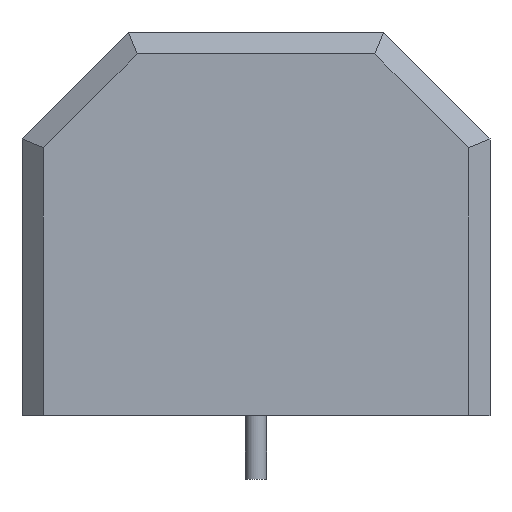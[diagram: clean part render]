
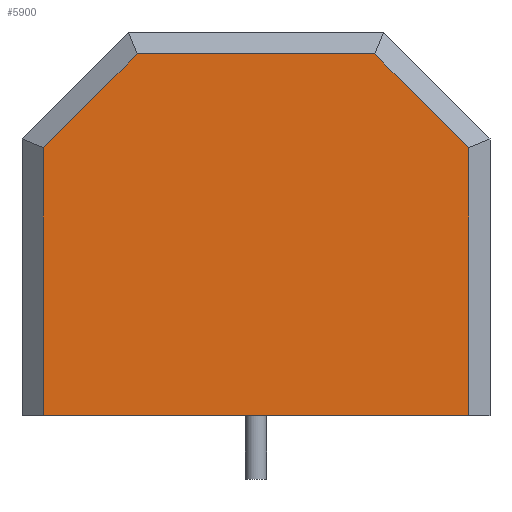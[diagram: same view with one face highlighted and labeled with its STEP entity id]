
A CAD part, front view. The second image highlights one B-rep face of the part: STEP entity #5900.
In plain terms, the highlighted planar face has unit normal (0, -1, 0).
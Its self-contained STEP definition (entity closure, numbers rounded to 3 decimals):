
#5900=ADVANCED_FACE('',(#10623),#10625,.T.);
#10623=FACE_BOUND('',#10624,.T.);
#10624=EDGE_LOOP('',(#14561,#14562,#14563,#14564,#14565,#14566));
#10625=PLANE('',#10626);
#10626=AXIS2_PLACEMENT_3D('',#10627,#10628,#10629);
#10627=CARTESIAN_POINT('',(0.,0.,0.));
#10628=DIRECTION('',(0.,-1.,0.));
#10629=DIRECTION('',(1.,0.,0.));
#14561=ORIENTED_EDGE('',*,*,#16537,.T.);
#14562=ORIENTED_EDGE('',*,*,#16538,.F.);
#14563=ORIENTED_EDGE('',*,*,#16519,.F.);
#14564=ORIENTED_EDGE('',*,*,#16535,.F.);
#14565=ORIENTED_EDGE('',*,*,#16539,.F.);
#14566=ORIENTED_EDGE('',*,*,#16540,.T.);
#16519=EDGE_CURVE('',#19741,#19742,#19743,.T.);
#16535=EDGE_CURVE('',#19767,#19741,#19768,.T.);
#16537=EDGE_CURVE('',#19770,#19771,#19772,.T.);
#16538=EDGE_CURVE('',#19742,#19771,#19773,.T.);
#16539=EDGE_CURVE('',#19774,#19767,#19775,.T.);
#16540=EDGE_CURVE('',#19774,#19770,#19776,.T.);
#19741=VERTEX_POINT('',#27545);
#19742=VERTEX_POINT('',#27546);
#19743=LINE('',#27547,#27548);
#19767=VERTEX_POINT('',#27603);
#19768=LINE('',#27604,#27605);
#19770=VERTEX_POINT('',#27610);
#19771=VERTEX_POINT('',#27611);
#19772=LINE('',#27612,#27613);
#19773=LINE('',#27615,#27616);
#19774=VERTEX_POINT('',#27618);
#19775=LINE('',#27619,#27620);
#19776=LINE('',#27622,#27623);
#27545=CARTESIAN_POINT('',(5.414,0.,17.));
#27546=CARTESIAN_POINT('',(16.586,0.,17.));
#27547=CARTESIAN_POINT('',(5.414,0.,17.));
#27548=VECTOR('',#27549,1.);
#27549=DIRECTION('',(1.,0.,0.));
#27603=CARTESIAN_POINT('',(1.,0.,12.586));
#27604=CARTESIAN_POINT('',(1.,0.,12.586));
#27605=VECTOR('',#27606,1.);
#27606=DIRECTION('',(0.707,0.,0.707));
#27610=CARTESIAN_POINT('',(21.,0.,0.));
#27611=CARTESIAN_POINT('',(21.,0.,12.586));
#27612=CARTESIAN_POINT('',(21.,0.,0.));
#27613=VECTOR('',#27614,1.);
#27614=DIRECTION('',(0.,0.,1.));
#27615=CARTESIAN_POINT('',(16.586,0.,17.));
#27616=VECTOR('',#27617,1.);
#27617=DIRECTION('',(0.707,0.,-0.707));
#27618=CARTESIAN_POINT('',(1.,0.,0.));
#27619=CARTESIAN_POINT('',(1.,0.,0.));
#27620=VECTOR('',#27621,1.);
#27621=DIRECTION('',(0.,0.,1.));
#27622=CARTESIAN_POINT('',(1.,0.,0.));
#27623=VECTOR('',#27624,1.);
#27624=DIRECTION('',(1.,0.,0.));
